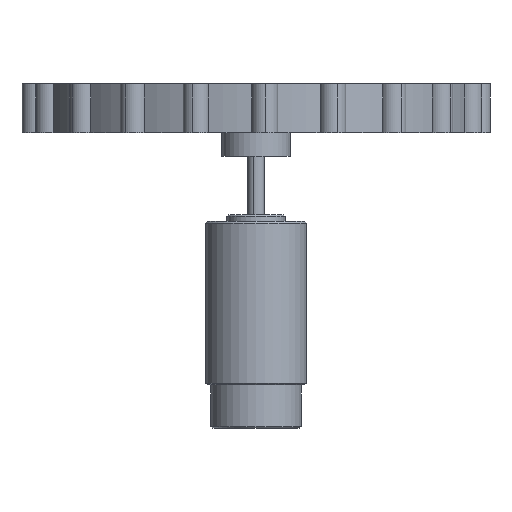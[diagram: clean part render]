
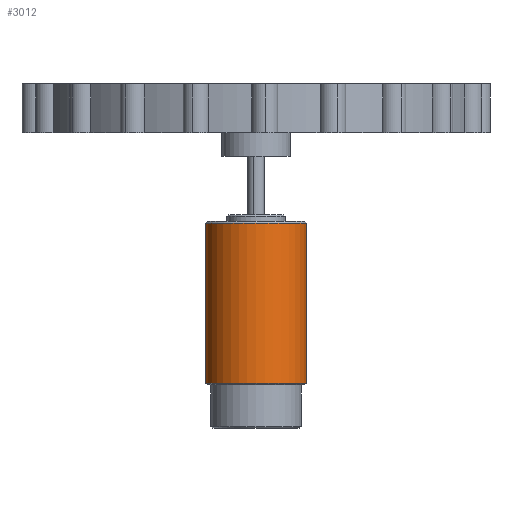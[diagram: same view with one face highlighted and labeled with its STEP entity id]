
A CAD part, front view. The second image highlights one B-rep face of the part: STEP entity #3012.
In plain terms, the highlighted cylindrical face has radius 9.864 mm (diameter 19.727 mm), a partial arc.
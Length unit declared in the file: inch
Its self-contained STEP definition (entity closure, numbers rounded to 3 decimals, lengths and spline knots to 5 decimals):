
#181 = DIRECTION ( 'NONE',  ( 0., 0., -1. ) ) ;
#325 = EDGE_CURVE ( 'NONE', #1570, #567, #6839, .T. ) ;
#567 = VERTEX_POINT ( 'NONE', #2911 ) ;
#577 = CARTESIAN_POINT ( 'NONE',  ( -0.88225, 0.26591, 2.1061 ) ) ;
#984 = ORIENTED_EDGE ( 'NONE', *, *, #4684, .T. ) ;
#1248 = AXIS2_PLACEMENT_3D ( 'NONE', #4842, #7497, #7543 ) ;
#1290 = AXIS2_PLACEMENT_3D ( 'NONE', #7082, #2334, #3717 ) ;
#1400 = CIRCLE ( 'NONE', #6304, 0.38833 ) ;
#1570 = VERTEX_POINT ( 'NONE', #3327 ) ;
#1628 = ORIENTED_EDGE ( 'NONE', *, *, #2621, .T. ) ;
#1957 = VERTEX_POINT ( 'NONE', #6903 ) ;
#2334 = DIRECTION ( 'NONE',  ( 0., 0., -1. ) ) ;
#2621 = EDGE_CURVE ( 'NONE', #567, #6953, #7247, .T. ) ;
#2754 = ORIENTED_EDGE ( 'NONE', *, *, #8469, .F. ) ;
#2911 = CARTESIAN_POINT ( 'NONE',  ( -0.88225, 0.26591, 2.09331 ) ) ;
#3012 = ADVANCED_FACE ( 'NONE', ( #4906 ), #5087, .T. ) ;
#3200 = DIRECTION ( 'NONE',  ( 0., 0., 1. ) ) ;
#3327 = CARTESIAN_POINT ( 'NONE',  ( -0.10558, 0.26591, 2.09331 ) ) ;
#3498 = EDGE_LOOP ( 'NONE', ( #2754, #7932, #1628, #984 ) ) ;
#3717 = DIRECTION ( 'NONE',  ( -1., 0., 0. ) ) ;
#4549 = VECTOR ( 'NONE', #7785, 39.37008 ) ;
#4598 = CARTESIAN_POINT ( 'NONE',  ( -0.88225, 0.26591, 0.86497 ) ) ;
#4684 = EDGE_CURVE ( 'NONE', #6953, #1957, #1400, .T. ) ;
#4842 = CARTESIAN_POINT ( 'NONE',  ( -0.49391, 0.26591, 2.09331 ) ) ;
#4906 = FACE_OUTER_BOUND ( 'NONE', #3498, .T. ) ;
#5087 = CYLINDRICAL_SURFACE ( 'NONE', #1290, 0.38833 ) ;
#5106 = LINE ( 'NONE', #6664, #4549 ) ;
#5889 = DIRECTION ( 'NONE',  ( 1., 0., 0. ) ) ;
#6304 = AXIS2_PLACEMENT_3D ( 'NONE', #7184, #3200, #5889 ) ;
#6664 = CARTESIAN_POINT ( 'NONE',  ( -0.10558, 0.26591, 2.1061 ) ) ;
#6839 = CIRCLE ( 'NONE', #1248, 0.38833 ) ;
#6903 = CARTESIAN_POINT ( 'NONE',  ( -0.10558, 0.26591, 0.86497 ) ) ;
#6953 = VERTEX_POINT ( 'NONE', #4598 ) ;
#7082 = CARTESIAN_POINT ( 'NONE',  ( -0.49391, 0.26591, 2.1061 ) ) ;
#7184 = CARTESIAN_POINT ( 'NONE',  ( -0.49391, 0.26591, 0.86497 ) ) ;
#7247 = LINE ( 'NONE', #577, #7307 ) ;
#7307 = VECTOR ( 'NONE', #181, 39.37008 ) ;
#7497 = DIRECTION ( 'NONE',  ( 0., 0., -1. ) ) ;
#7543 = DIRECTION ( 'NONE',  ( 1., 0., 0. ) ) ;
#7785 = DIRECTION ( 'NONE',  ( 0., 0., -1. ) ) ;
#7932 = ORIENTED_EDGE ( 'NONE', *, *, #325, .T. ) ;
#8469 = EDGE_CURVE ( 'NONE', #1570, #1957, #5106, .T. ) ;
